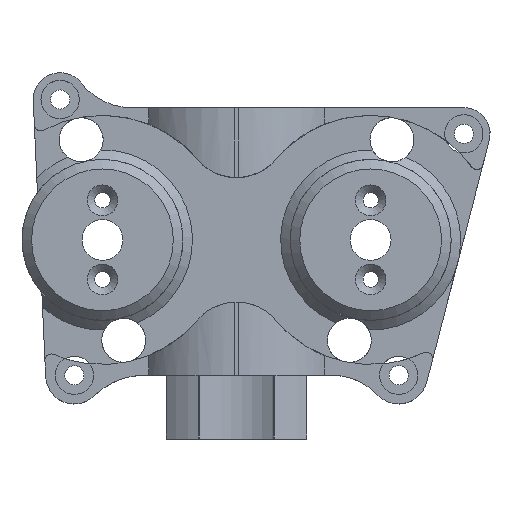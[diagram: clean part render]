
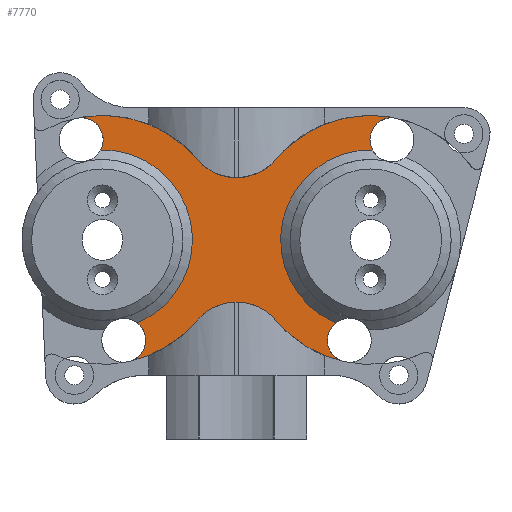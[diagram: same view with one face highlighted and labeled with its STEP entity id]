
A CAD part, top view. The second image highlights one B-rep face of the part: STEP entity #7770.
In plain terms, the highlighted planar face has unit normal (0, 0, 1).
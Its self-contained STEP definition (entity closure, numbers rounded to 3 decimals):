
#440=PLANE('',#8131);
#834=FACE_OUTER_BOUND('',#1287,.T.);
#1287=EDGE_LOOP('',(#7161,#7162,#7163,#7164,#7165,#7166,#7167,#7168,#7169,
#7170,#7171,#7172,#7173,#7174));
#2926=CIRCLE('',#7981,14.1);
#2927=CIRCLE('',#7983,14.1);
#2937=CIRCLE('',#8010,19.5);
#2938=CIRCLE('',#8012,8.);
#2941=CIRCLE('',#8016,19.5);
#2948=CIRCLE('',#8026,19.5);
#2950=CIRCLE('',#8029,8.);
#2952=CIRCLE('',#8032,19.5);
#2994=CIRCLE('',#8105,3.45);
#2998=CIRCLE('',#8113,3.45);
#2999=CIRCLE('',#8114,3.45);
#3001=CIRCLE('',#8117,3.45);
#3005=CIRCLE('',#8125,3.45);
#3007=CIRCLE('',#8127,3.45);
#3601=VERTEX_POINT('',#14619);
#3604=VERTEX_POINT('',#14630);
#3605=VERTEX_POINT('',#14639);
#3606=VERTEX_POINT('',#14650);
#3607=VERTEX_POINT('',#14659);
#3659=VERTEX_POINT('',#15275);
#3660=VERTEX_POINT('',#15280);
#3665=VERTEX_POINT('',#15301);
#3707=VERTEX_POINT('',#15840);
#3708=VERTEX_POINT('',#15842);
#3710=VERTEX_POINT('',#15848);
#3712=VERTEX_POINT('',#15854);
#3789=VERTEX_POINT('',#16245);
#3793=VERTEX_POINT('',#16265);
#4650=EDGE_CURVE('',#3604,#3605,#2926,.T.);
#4653=EDGE_CURVE('',#3606,#3607,#2927,.T.);
#4736=EDGE_CURVE('',#3601,#3659,#2937,.T.);
#4739=EDGE_CURVE('',#3659,#3660,#2938,.T.);
#4745=EDGE_CURVE('',#3660,#3665,#2941,.T.);
#4804=EDGE_CURVE('',#3708,#3707,#2948,.T.);
#4808=EDGE_CURVE('',#3707,#3710,#2950,.T.);
#4811=EDGE_CURVE('',#3710,#3712,#2952,.T.);
#4927=EDGE_CURVE('',#3606,#3708,#2994,.T.);
#4934=EDGE_CURVE('',#3604,#3789,#2998,.T.);
#4935=EDGE_CURVE('',#3789,#3601,#2999,.T.);
#4938=EDGE_CURVE('',#3665,#3607,#3001,.T.);
#4945=EDGE_CURVE('',#3712,#3793,#3005,.T.);
#4947=EDGE_CURVE('',#3793,#3605,#3007,.T.);
#7161=ORIENTED_EDGE('',*,*,#4650,.F.);
#7162=ORIENTED_EDGE('',*,*,#4934,.T.);
#7163=ORIENTED_EDGE('',*,*,#4935,.T.);
#7164=ORIENTED_EDGE('',*,*,#4736,.T.);
#7165=ORIENTED_EDGE('',*,*,#4739,.T.);
#7166=ORIENTED_EDGE('',*,*,#4745,.T.);
#7167=ORIENTED_EDGE('',*,*,#4938,.T.);
#7168=ORIENTED_EDGE('',*,*,#4653,.F.);
#7169=ORIENTED_EDGE('',*,*,#4927,.T.);
#7170=ORIENTED_EDGE('',*,*,#4804,.T.);
#7171=ORIENTED_EDGE('',*,*,#4808,.T.);
#7172=ORIENTED_EDGE('',*,*,#4811,.T.);
#7173=ORIENTED_EDGE('',*,*,#4945,.T.);
#7174=ORIENTED_EDGE('',*,*,#4947,.T.);
#7770=ADVANCED_FACE('',(#834),#440,.T.);
#7981=AXIS2_PLACEMENT_3D('',#14640,#8860,#8861);
#7983=AXIS2_PLACEMENT_3D('',#14660,#8864,#8865);
#8010=AXIS2_PLACEMENT_3D('',#15277,#8952,#8953);
#8012=AXIS2_PLACEMENT_3D('',#15282,#8958,#8959);
#8016=AXIS2_PLACEMENT_3D('',#15303,#8968,#8969);
#8026=AXIS2_PLACEMENT_3D('',#15843,#9009,#9010);
#8029=AXIS2_PLACEMENT_3D('',#15850,#9017,#9018);
#8032=AXIS2_PLACEMENT_3D('',#15856,#9024,#9025);
#8105=AXIS2_PLACEMENT_3D('',#16233,#9235,#9236);
#8113=AXIS2_PLACEMENT_3D('',#16247,#9254,#9255);
#8114=AXIS2_PLACEMENT_3D('',#16248,#9256,#9257);
#8117=AXIS2_PLACEMENT_3D('',#16253,#9263,#9264);
#8125=AXIS2_PLACEMENT_3D('',#16267,#9282,#9283);
#8127=AXIS2_PLACEMENT_3D('',#16269,#9286,#9287);
#8131=AXIS2_PLACEMENT_3D('',#16274,#9295,#9296);
#8860=DIRECTION('center_axis',(0.,0.,1.));
#8861=DIRECTION('ref_axis',(-1.,0.,0.));
#8864=DIRECTION('center_axis',(0.,0.,1.));
#8865=DIRECTION('ref_axis',(1.,0.,0.));
#8952=DIRECTION('center_axis',(0.,0.,1.));
#8953=DIRECTION('ref_axis',(1.,0.,0.));
#8958=DIRECTION('center_axis',(0.,0.,-1.));
#8959=DIRECTION('ref_axis',(-0.764,-0.646,0.));
#8968=DIRECTION('center_axis',(0.,0.,1.));
#8969=DIRECTION('ref_axis',(1.,0.,0.));
#9009=DIRECTION('center_axis',(0.,0.,1.));
#9010=DIRECTION('ref_axis',(1.,0.,0.));
#9017=DIRECTION('center_axis',(0.,0.,-1.));
#9018=DIRECTION('ref_axis',(0.764,0.646,0.));
#9024=DIRECTION('center_axis',(0.,0.,1.));
#9025=DIRECTION('ref_axis',(1.,0.,0.));
#9235=DIRECTION('center_axis',(0.,0.,-1.));
#9236=DIRECTION('ref_axis',(1.,0.,0.));
#9254=DIRECTION('center_axis',(0.,0.,-1.));
#9255=DIRECTION('ref_axis',(1.,0.,0.));
#9256=DIRECTION('center_axis',(0.,0.,-1.));
#9257=DIRECTION('ref_axis',(1.,0.,0.));
#9263=DIRECTION('center_axis',(0.,0.,-1.));
#9264=DIRECTION('ref_axis',(1.,0.,0.));
#9282=DIRECTION('center_axis',(0.,0.,-1.));
#9283=DIRECTION('ref_axis',(1.,0.,0.));
#9286=DIRECTION('center_axis',(0.,0.,-1.));
#9287=DIRECTION('ref_axis',(1.,0.,0.));
#9295=DIRECTION('center_axis',(0.,0.,1.));
#9296=DIRECTION('ref_axis',(1.,0.,0.));
#14619=CARTESIAN_POINT('',(25.054,19.074,4.));
#14630=CARTESIAN_POINT('',(21.282,14.097,4.));
#14639=CARTESIAN_POINT('',(15.523,-12.993,4.));
#14640=CARTESIAN_POINT('Origin',(21.,0.,4.));
#14650=CARTESIAN_POINT('',(-15.523,-12.993,4.));
#14659=CARTESIAN_POINT('',(-21.282,14.097,4.));
#14660=CARTESIAN_POINT('Origin',(-21.,0.,4.));
#15275=CARTESIAN_POINT('',(6.109,12.59,4.));
#15277=CARTESIAN_POINT('Origin',(21.,0.,4.));
#15280=CARTESIAN_POINT('',(-6.109,12.59,4.));
#15282=CARTESIAN_POINT('Origin',(0.,17.755,
4.));
#15301=CARTESIAN_POINT('',(-25.054,19.074,4.));
#15303=CARTESIAN_POINT('Origin',(-21.,0.,4.));
#15840=CARTESIAN_POINT('',(-6.109,-12.59,4.));
#15842=CARTESIAN_POINT('',(-16.946,-19.074,4.));
#15843=CARTESIAN_POINT('Origin',(-21.,0.,4.));
#15848=CARTESIAN_POINT('',(6.109,-12.59,4.));
#15850=CARTESIAN_POINT('Origin',(0.,-17.755,
4.));
#15854=CARTESIAN_POINT('',(16.946,-19.074,4.));
#15856=CARTESIAN_POINT('Origin',(21.,0.,4.));
#16233=CARTESIAN_POINT('Origin',(-17.663,-15.699,4.));
#16245=CARTESIAN_POINT('',(20.887,15.699,4.));
#16247=CARTESIAN_POINT('Origin',(24.337,15.699,4.));
#16248=CARTESIAN_POINT('Origin',(24.337,15.699,4.));
#16253=CARTESIAN_POINT('Origin',(-24.337,15.699,4.));
#16265=CARTESIAN_POINT('',(14.213,-15.699,4.));
#16267=CARTESIAN_POINT('Origin',(17.663,-15.699,4.));
#16269=CARTESIAN_POINT('Origin',(17.663,-15.699,4.));
#16274=CARTESIAN_POINT('Origin',(-24.337,15.699,4.));
